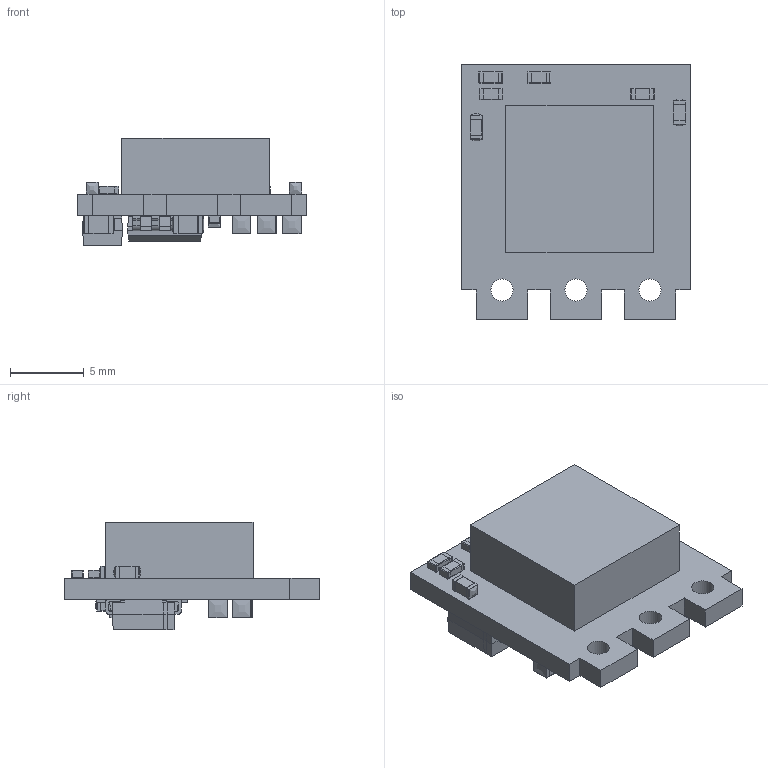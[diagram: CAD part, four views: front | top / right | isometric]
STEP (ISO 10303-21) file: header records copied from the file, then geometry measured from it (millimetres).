
FILE_DESCRIPTION(('Open CASCADE Model'),'2;1');
FILE_NAME('Open CASCADE Shape Model','2022-11-20T23:32:47',('Author'),( 'Open CASCADE'),'Open CASCADE STEP processor 6.8','Open CASCADE 6.8' ,'Unknown');
FILE_SCHEMA(('AUTOMOTIVE_DESIGN { 1 0 10303 214 1 1 1 1 }'));
Length unit declared in the file: millimetre
Products named in the file (27): PCB; Board; Open CASCADE STEP translator 6.8 1.1.1; U1; User_Library-SOIC8_JEDEC_MS-012AA; R12; RESC1608X55N_EIA_0603; R11; R10; R8; R2; LED1; User_Library-Cap_0603; L1; 6172190144; Extruded; D1; SW3dPS-S1G_(SMA); C10; C8; User_Library-Cap_0805; C7; C6; C4; C3; C2; C1
Assembly tree (37 placements, depth 4):
  PCB
    Board
      Open CASCADE STEP translator 6.8 1.1.1
    U1
      User_Library-SOIC8_JEDEC_MS-012AA
    R12
      RESC1608X55N_EIA_0603
    R11
      RESC1608X55N_EIA_0603
    R10
      RESC1608X55N_EIA_0603
    R8
      RESC1608X55N_EIA_0603
    R2
      RESC1608X55N_EIA_0603
    LED1
      User_Library-Cap_0603
    L1
      6172190144
        Extruded
    D1
      SW3dPS-S1G_(SMA)
    C10
      User_Library-Cap_0603
    C8
      User_Library-Cap_0805
    C7
      User_Library-Cap_0805
    C6
      User_Library-Cap_0805
    C4
      User_Library-Cap_0805
    C3
      User_Library-Cap_0805
    C2
      User_Library-Cap_0805
    C1
      User_Library-Cap_0603
Bounding box: 15.5 x 17.25 x 7.3 mm (x, y, z)
Volume: 821.5 mm3; surface area: 1299.6 mm2
Topology: 36 solids, 36 shells, 1009 faces, 2282 edges, 1168 vertices
Faces by surface type: plane 370, cylinder 325, sphere 184, bspline 130
Full cylindrical faces by diameter (mm): 1.5 x3
Entity records: 16298 total; most frequent: CARTESIAN_POINT 5115, ORIENTED_EDGE 1876, DIRECTION 1830, EDGE_CURVE 938, AXIS2_PLACEMENT_3D 619, LINE 592, VECTOR 592, VERTEX_POINT 560
